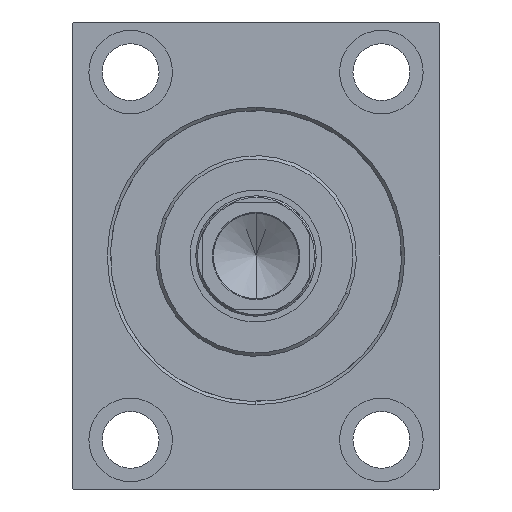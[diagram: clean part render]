
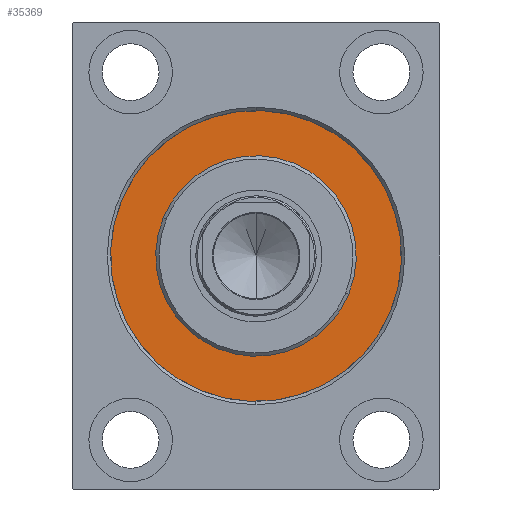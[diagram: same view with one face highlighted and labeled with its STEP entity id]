
A CAD part, left-side view. The second image highlights one B-rep face of the part: STEP entity #35369.
In plain terms, the highlighted face is planar.
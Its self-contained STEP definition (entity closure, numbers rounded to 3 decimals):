
#775 = PLANE ( 'NONE',  #2025 ) ;
#1534 = EDGE_CURVE ( 'NONE', #37829, #2513, #37893, .T. ) ;
#2025 = AXIS2_PLACEMENT_3D ( 'NONE', #23936, #6809, #11039 ) ;
#2513 = VERTEX_POINT ( 'NONE', #28234 ) ;
#2533 = DIRECTION ( 'NONE',  ( 0., 0., 1. ) ) ;
#3635 = EDGE_LOOP ( 'NONE', ( #22976, #28724 ) ) ;
#4388 = CARTESIAN_POINT ( 'NONE',  ( 0., 0., 0. ) ) ;
#6015 = AXIS2_PLACEMENT_3D ( 'NONE', #4388, #30649, #17967 ) ;
#6031 = DIRECTION ( 'NONE',  ( 0., 0., 1. ) ) ;
#6809 = DIRECTION ( 'NONE',  ( -1., 0., 0. ) ) ;
#10163 = FACE_OUTER_BOUND ( 'NONE', #3635, .T. ) ;
#11039 = DIRECTION ( 'NONE',  ( 0., 0., 1. ) ) ;
#11928 = AXIS2_PLACEMENT_3D ( 'NONE', #25675, #36361, #2533 ) ;
#13095 = CARTESIAN_POINT ( 'NONE',  ( 0., 0., -43.5 ) ) ;
#15145 = AXIS2_PLACEMENT_3D ( 'NONE', #19037, #29708, #23030 ) ;
#16012 = CIRCLE ( 'NONE', #40893, 43.5 ) ;
#16628 = ORIENTED_EDGE ( 'NONE', *, *, #17136, .F. ) ;
#17136 = EDGE_CURVE ( 'NONE', #2513, #37829, #43668, .T. ) ;
#17967 = DIRECTION ( 'NONE',  ( 0., 0., -1. ) ) ;
#18728 = VERTEX_POINT ( 'NONE', #13095 ) ;
#19037 = CARTESIAN_POINT ( 'NONE',  ( 0., 0., 0. ) ) ;
#19805 = CARTESIAN_POINT ( 'NONE',  ( 0., 0., 43.5 ) ) ;
#20686 = EDGE_CURVE ( 'NONE', #31817, #18728, #16012, .T. ) ;
#20975 = ORIENTED_EDGE ( 'NONE', *, *, #1534, .F. ) ;
#22976 = ORIENTED_EDGE ( 'NONE', *, *, #30782, .F. ) ;
#23030 = DIRECTION ( 'NONE',  ( 0., 0., -1. ) ) ;
#23936 = CARTESIAN_POINT ( 'NONE',  ( 0., 0., 0. ) ) ;
#25675 = CARTESIAN_POINT ( 'NONE',  ( 0., 0., 0. ) ) ;
#28234 = CARTESIAN_POINT ( 'NONE',  ( 0., 0., -30. ) ) ;
#28724 = ORIENTED_EDGE ( 'NONE', *, *, #20686, .F. ) ;
#29708 = DIRECTION ( 'NONE',  ( 1., 0., 0. ) ) ;
#29961 = EDGE_LOOP ( 'NONE', ( #20975, #16628 ) ) ;
#30410 = FACE_BOUND ( 'NONE', #29961, .T. ) ;
#30649 = DIRECTION ( 'NONE',  ( 1., 0., 0. ) ) ;
#30782 = EDGE_CURVE ( 'NONE', #18728, #31817, #42480, .T. ) ;
#31817 = VERTEX_POINT ( 'NONE', #19805 ) ;
#35369 = ADVANCED_FACE ( 'NONE', ( #30410, #10163 ), #775, .F. ) ;
#36361 = DIRECTION ( 'NONE',  ( -1., 0., 0. ) ) ;
#36510 = CARTESIAN_POINT ( 'NONE',  ( 0., 0., 0. ) ) ;
#37168 = CARTESIAN_POINT ( 'NONE',  ( 0., 0., 30. ) ) ;
#37829 = VERTEX_POINT ( 'NONE', #37168 ) ;
#37893 = CIRCLE ( 'NONE', #15145, 30. ) ;
#40893 = AXIS2_PLACEMENT_3D ( 'NONE', #36510, #42759, #6031 ) ;
#42480 = CIRCLE ( 'NONE', #11928, 43.5 ) ;
#42759 = DIRECTION ( 'NONE',  ( -1., 0., 0. ) ) ;
#43668 = CIRCLE ( 'NONE', #6015, 30. ) ;
